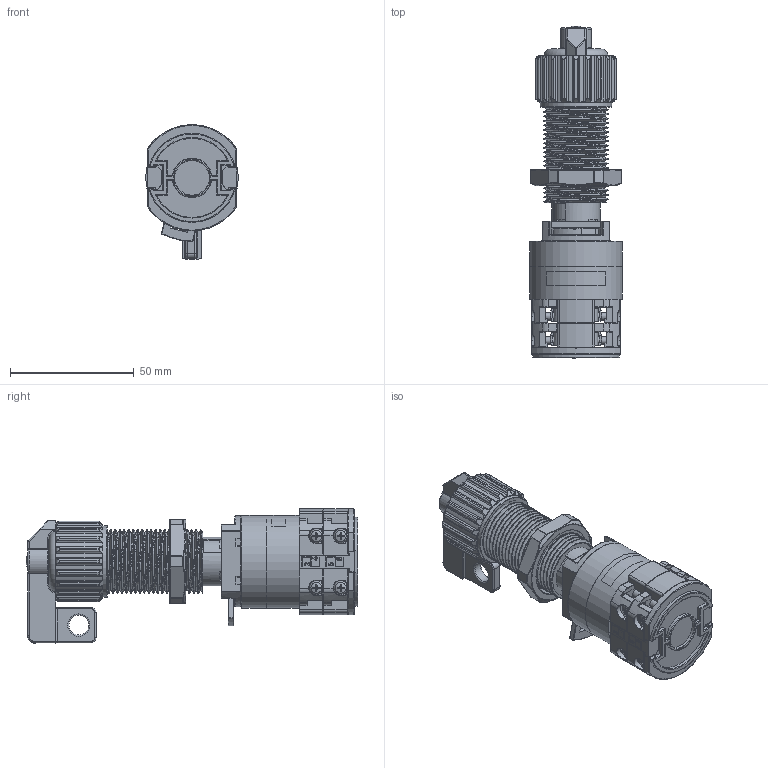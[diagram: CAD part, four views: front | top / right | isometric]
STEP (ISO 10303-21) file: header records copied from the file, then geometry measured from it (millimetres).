
FILE_DESCRIPTION(/* description */ (''),/* implementation_level */ '2;1');
FILE_NAME(/* name */ 'KIL_GZ5-3G3.stp',/* time_stamp */ '2019-10-15T14:54:27-05:00',/* author */ ('kadelman'),/* organization */ (''),/* preprocessor_version */ 'ST-DEVELOPER v16.13',/* originating_system */ 'Autodesk Inventor 2018',/* authorisation */ '');
FILE_SCHEMA (('AUTOMOTIVE_DESIGN { 1 0 10303 214 3 1 1 }'));
Products named in the file (15): GZ5-3G3; CORPO COOPER; ANEL 34NPSM; AR29 P VIDEO; MOLDURA 1 NOVA; ACOPLA L SG rev; CHAVE ROTATIVA 1 CAMARA 2PL; PECA POTENCIOMETRO; GAIOLA SG; LINGUETA GAIOLA NOVA; CAMARA BLOCO ROTATIVO; PECA FINAL CHAVE ROTATIVA 2P; DIN EN ISO 7045 H M3 x 6 - 4.8 - H; MANOPLA1PR REV; DIN 7985 (H) M3x6-H
Assembly tree (22 placements, depth 3):
  GZ5-3G3
    CORPO COOPER
    ANEL 34NPSM
    AR29 P VIDEO
    MOLDURA 1 NOVA
    ACOPLA L SG rev
    CHAVE ROTATIVA 1 CAMARA 2PL
      PECA POTENCIOMETRO
      GAIOLA SG
      LINGUETA GAIOLA NOVA
      CAMARA BLOCO ROTATIVO  x2
      PECA FINAL CHAVE ROTATIVA 2P
      DIN EN ISO 7045 H M3 x 6 - 4.8 - H  x8
    MANOPLA1PR REV
    DIN 7985 (H) M3x6-H
Bounding box: 37.5 x 134.34 x 54.48 mm (x, y, z)
Volume: 69577.3 mm3; surface area: 68146.4 mm2
Topology: 45 solids, 45 shells, 2042 faces, 5474 edges, 3517 vertices
Faces by surface type: plane 820, cylinder 681, torus 237, bspline 140, cone 128, sphere 36
Full cylindrical faces by diameter (mm): 1 x1, 2.729 x8, 2.75 x1, 3 x26, 3.1 x2, 3.2 x4, 5.4 x2, 5.8 x1, 6 x4, 8 x2, 9.525 x1, 14 x1, 14.517 x2, 15 x1, 16 x2, 17.483 x2, 19.5 x1, 20 x2, 20.35 x1, 22 x1, 22.5 x1, 22.517 x2, 23 x1, 23.31 x2, 24.483 x2, 28.69 x2, 29 x1, 37.5 x2
Entity records: 95975 total; most frequent: CARTESIAN_POINT 58920, ORIENTED_EDGE 7692, DIRECTION 7273, EDGE_CURVE 3846, AXIS2_PLACEMENT_3D 2740, VERTEX_POINT 2545, LINE 1793, VECTOR 1793
